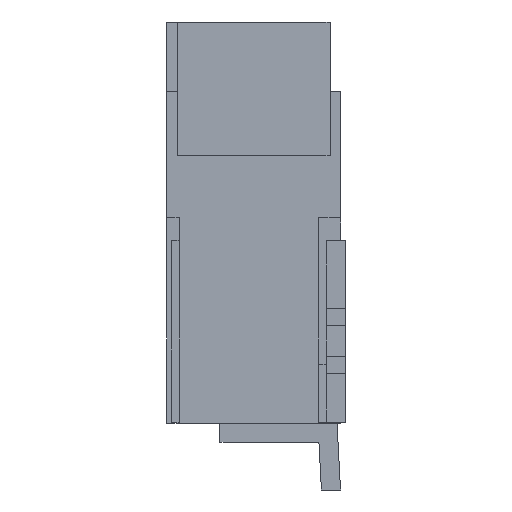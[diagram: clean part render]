
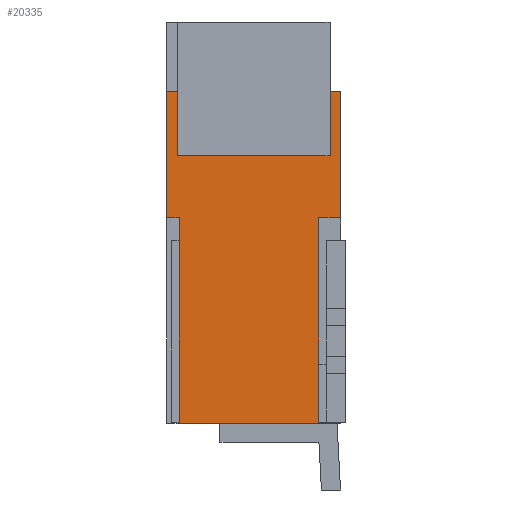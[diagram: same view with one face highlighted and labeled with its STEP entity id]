
A CAD part, left-side view. The second image highlights one B-rep face of the part: STEP entity #20335.
In plain terms, the highlighted planar face has unit normal (-1, 0, 0).
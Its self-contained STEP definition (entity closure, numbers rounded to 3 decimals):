
#2149=DIRECTION('',(0.,1.,0.));
#2150=VECTOR('',#2149,1.46);
#2151=CARTESIAN_POINT('',(0.,0.23,-4.2));
#2152=LINE('',#2151,#2150);
#7259=DIRECTION('',(0.,0.,1.));
#7260=VECTOR('',#7259,2.15);
#7261=CARTESIAN_POINT('',(0.,0.23,-4.2));
#7262=LINE('',#7261,#7260);
#7267=DIRECTION('',(0.,0.,-1.));
#7268=VECTOR('',#7267,1.32);
#7269=CARTESIAN_POINT('',(0.,1.82,-0.73));
#7270=LINE('',#7269,#7268);
#7271=DIRECTION('',(0.,1.,0.));
#7272=VECTOR('',#7271,1.82);
#7273=CARTESIAN_POINT('',(0.,0.,-0.73));
#7274=LINE('',#7273,#7272);
#7275=DIRECTION('',(0.,0.,1.));
#7276=VECTOR('',#7275,1.32);
#7277=CARTESIAN_POINT('',(0.,0.,-2.05));
#7278=LINE('',#7277,#7276);
#7299=DIRECTION('',(0.,0.,1.));
#7300=VECTOR('',#7299,2.15);
#7301=CARTESIAN_POINT('',(0.,1.69,-4.2));
#7302=LINE('',#7301,#7300);
#7351=DIRECTION('',(0.,-1.,0.));
#7352=VECTOR('',#7351,0.13);
#7353=CARTESIAN_POINT('',(0.,1.82,-2.05));
#7354=LINE('',#7353,#7352);
#7359=DIRECTION('',(0.,1.,0.));
#7360=VECTOR('',#7359,0.23);
#7361=CARTESIAN_POINT('',(0.,0.,-2.05));
#7362=LINE('',#7361,#7360);
#8585=CARTESIAN_POINT('',(0.,0.,-0.73));
#8587=VERTEX_POINT('',#8585);
#8589=CARTESIAN_POINT('',(0.,0.,-2.05));
#8590=VERTEX_POINT('',#8589);
#8863=CARTESIAN_POINT('',(0.,1.82,-0.73));
#8865=VERTEX_POINT('',#8863);
#8893=CARTESIAN_POINT('',(0.,1.82,-2.05));
#8894=VERTEX_POINT('',#8893);
#8907=CARTESIAN_POINT('',(0.,0.23,-4.2));
#8908=CARTESIAN_POINT('',(0.,1.69,-4.2));
#8909=VERTEX_POINT('',#8907);
#8910=VERTEX_POINT('',#8908);
#8911=CARTESIAN_POINT('',(0.,1.69,-2.05));
#8912=VERTEX_POINT('',#8911);
#8913=CARTESIAN_POINT('',(0.,0.23,-2.05));
#8914=VERTEX_POINT('',#8913);
#20317=CARTESIAN_POINT('',(0.,0.91,-2.465));
#20318=DIRECTION('',(1.,0.,0.));
#20319=DIRECTION('',(0.,0.,1.));
#20320=AXIS2_PLACEMENT_3D('',#20317,#20318,#20319);
#20321=PLANE('',#20320);
#20322=ORIENTED_EDGE('',*,*,#12428,.T.);
#20324=ORIENTED_EDGE('',*,*,#20323,.T.);
#20326=ORIENTED_EDGE('',*,*,#20325,.F.);
#20327=ORIENTED_EDGE('',*,*,#10579,.F.);
#20328=ORIENTED_EDGE('',*,*,#10626,.F.);
#20329=ORIENTED_EDGE('',*,*,#10326,.F.);
#20331=ORIENTED_EDGE('',*,*,#20330,.T.);
#20332=ORIENTED_EDGE('',*,*,#20307,.F.);
#20333=EDGE_LOOP('',(#20322,#20324,#20326,#20327,#20328,#20329,#20331,#20332));
#20334=FACE_OUTER_BOUND('',#20333,.F.);
#20335=ADVANCED_FACE('',(#20334),#20321,.F.);
#10326=EDGE_CURVE('',#8590,#8587,#7278,.T.);
#10579=EDGE_CURVE('',#8865,#8894,#7270,.T.);
#10626=EDGE_CURVE('',#8587,#8865,#7274,.T.);
#12428=EDGE_CURVE('',#8909,#8910,#2152,.T.);
#20307=EDGE_CURVE('',#8909,#8914,#7262,.T.);
#20323=EDGE_CURVE('',#8910,#8912,#7302,.T.);
#20325=EDGE_CURVE('',#8894,#8912,#7354,.T.);
#20330=EDGE_CURVE('',#8590,#8914,#7362,.T.);
